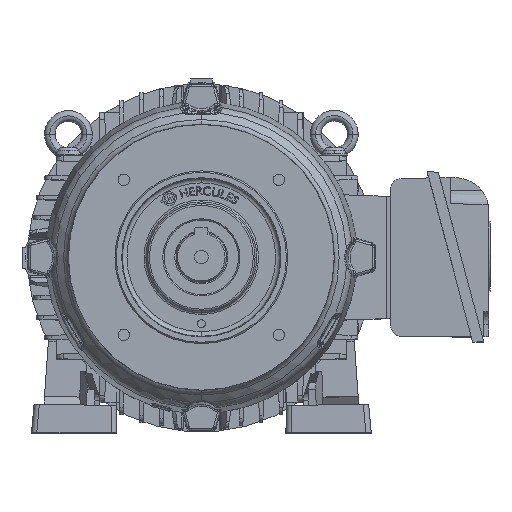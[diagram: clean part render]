
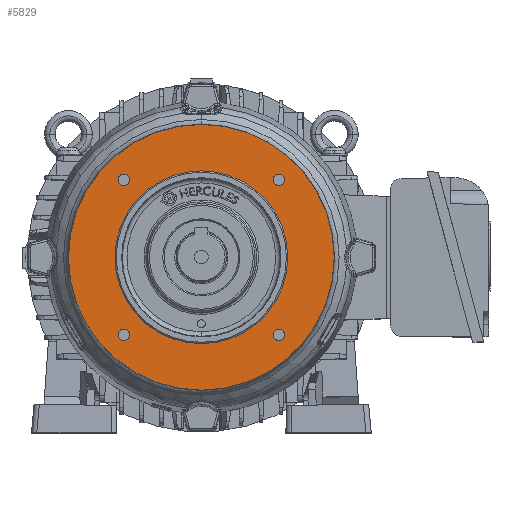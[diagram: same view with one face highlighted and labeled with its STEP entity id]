
A CAD part, top view. The second image highlights one B-rep face of the part: STEP entity #5829.
In plain terms, the highlighted planar face has unit normal (0, 0, 1).
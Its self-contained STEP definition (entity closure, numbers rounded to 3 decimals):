
#326 = CARTESIAN_POINT ( 'NONE',  ( 58.336, 58.336, 62.5 ) ) ;
#496 = VERTEX_POINT ( 'NONE', #51275 ) ;
#1104 = CARTESIAN_POINT ( 'NONE',  ( 58.336, -58.336, 62.5 ) ) ;
#2099 = CARTESIAN_POINT ( 'NONE',  ( 54.086, -58.336, 62.5 ) ) ;
#4040 = VERTEX_POINT ( 'NONE', #2099 ) ;
#4268 = ORIENTED_EDGE ( 'NONE', *, *, #72364, .F. ) ;
#5457 = ORIENTED_EDGE ( 'NONE', *, *, #60142, .F. ) ;
#5688 = DIRECTION ( 'NONE',  ( 1., 0., 0. ) ) ;
#5829 = ADVANCED_FACE ( 'NONE', ( #35169, #40174, #35568, #15239, #40583, #8561 ), #8972, .F. ) ;
#5952 = VERTEX_POINT ( 'NONE', #6005 ) ;
#6005 = CARTESIAN_POINT ( 'NONE',  ( 54.086, 58.336, 62.5 ) ) ;
#6777 = EDGE_LOOP ( 'NONE', ( #42472, #4268 ) ) ;
#8316 = CIRCLE ( 'NONE', #69360, 99.97 ) ;
#8561 = FACE_OUTER_BOUND ( 'NONE', #48381, .T. ) ;
#8972 = PLANE ( 'NONE',  #82147 ) ;
#10223 = DIRECTION ( 'NONE',  ( 1., 0., 0. ) ) ;
#12068 = DIRECTION ( 'NONE',  ( 1., 0., 0. ) ) ;
#12788 = VERTEX_POINT ( 'NONE', #61734 ) ;
#13913 = CIRCLE ( 'NONE', #59006, 4.25 ) ;
#14458 = DIRECTION ( 'NONE',  ( 0., 0., 1. ) ) ;
#15002 = ORIENTED_EDGE ( 'NONE', *, *, #65289, .F. ) ;
#15239 = FACE_BOUND ( 'NONE', #6777, .T. ) ;
#15504 = ORIENTED_EDGE ( 'NONE', *, *, #48583, .F. ) ;
#15614 = DIRECTION ( 'NONE',  ( -1., 0., 0. ) ) ;
#16884 = CARTESIAN_POINT ( 'NONE',  ( -58.336, -58.336, 62.5 ) ) ;
#17438 = CARTESIAN_POINT ( 'NONE',  ( -58.336, 58.336, 62.5 ) ) ;
#17665 = DIRECTION ( 'NONE',  ( -1., 0., 0. ) ) ;
#18136 = CIRCLE ( 'NONE', #75198, 4.25 ) ;
#18780 = AXIS2_PLACEMENT_3D ( 'NONE', #326, #14458, #39817 ) ;
#19034 = ORIENTED_EDGE ( 'NONE', *, *, #57687, .F. ) ;
#19109 = CARTESIAN_POINT ( 'NONE',  ( -58.336, -58.336, 62.5 ) ) ;
#19169 = AXIS2_PLACEMENT_3D ( 'NONE', #31189, #56523, #81835 ) ;
#19190 = EDGE_CURVE ( 'NONE', #35384, #33319, #56391, .T. ) ;
#19530 = CIRCLE ( 'NONE', #22228, 4.25 ) ;
#20042 = CARTESIAN_POINT ( 'NONE',  ( 62.586, -58.336, 62.5 ) ) ;
#21667 = CIRCLE ( 'NONE', #78717, 4.25 ) ;
#21859 = DIRECTION ( 'NONE',  ( -1., 0., 0. ) ) ;
#21865 = AXIS2_PLACEMENT_3D ( 'NONE', #42615, #35150, #15614 ) ;
#22159 = CIRCLE ( 'NONE', #75245, 4.25 ) ;
#22228 = AXIS2_PLACEMENT_3D ( 'NONE', #16884, #47642, #10223 ) ;
#23251 = EDGE_LOOP ( 'NONE', ( #19034, #15504 ) ) ;
#24290 = CARTESIAN_POINT ( 'NONE',  ( 0., 0., 62.5 ) ) ;
#25313 = ORIENTED_EDGE ( 'NONE', *, *, #73475, .F. ) ;
#25641 = DIRECTION ( 'NONE',  ( 0., 0., 1. ) ) ;
#27014 = VERTEX_POINT ( 'NONE', #20042 ) ;
#28360 = ORIENTED_EDGE ( 'NONE', *, *, #61846, .F. ) ;
#28615 = CARTESIAN_POINT ( 'NONE',  ( -65., 0., 62.5 ) ) ;
#31189 = CARTESIAN_POINT ( 'NONE',  ( 0., 0., 62.5 ) ) ;
#33319 = VERTEX_POINT ( 'NONE', #51958 ) ;
#33388 = CIRCLE ( 'NONE', #18780, 4.25 ) ;
#33697 = ORIENTED_EDGE ( 'NONE', *, *, #70759, .F. ) ;
#35150 = DIRECTION ( 'NONE',  ( 0., 0., -1. ) ) ;
#35169 = FACE_BOUND ( 'NONE', #82180, .T. ) ;
#35384 = VERTEX_POINT ( 'NONE', #58723 ) ;
#35568 = FACE_BOUND ( 'NONE', #59399, .T. ) ;
#36350 = CARTESIAN_POINT ( 'NONE',  ( 0., 0., 62.5 ) ) ;
#36459 = CIRCLE ( 'NONE', #19169, 65. ) ;
#37771 = DIRECTION ( 'NONE',  ( 1., 0., 0. ) ) ;
#38149 = DIRECTION ( 'NONE',  ( 0., 0., 1. ) ) ;
#39434 = CARTESIAN_POINT ( 'NONE',  ( -58.336, 58.336, 62.5 ) ) ;
#39817 = DIRECTION ( 'NONE',  ( 1., 0., 0. ) ) ;
#40174 = FACE_BOUND ( 'NONE', #45820, .T. ) ;
#40226 = ORIENTED_EDGE ( 'NONE', *, *, #72914, .F. ) ;
#40583 = FACE_BOUND ( 'NONE', #23251, .T. ) ;
#40647 = VERTEX_POINT ( 'NONE', #51734 ) ;
#42472 = ORIENTED_EDGE ( 'NONE', *, *, #69822, .F. ) ;
#42474 = CIRCLE ( 'NONE', #74295, 65. ) ;
#42615 = CARTESIAN_POINT ( 'NONE',  ( 0., 0., 62.5 ) ) ;
#43653 = DIRECTION ( 'NONE',  ( 0., 0., 1. ) ) ;
#45820 = EDGE_LOOP ( 'NONE', ( #61489, #33697 ) ) ;
#46071 = DIRECTION ( 'NONE',  ( 1., 0., 0. ) ) ;
#47642 = DIRECTION ( 'NONE',  ( 0., 0., 1. ) ) ;
#48381 = EDGE_LOOP ( 'NONE', ( #72759, #28360 ) ) ;
#48537 = VERTEX_POINT ( 'NONE', #61532 ) ;
#48583 = EDGE_CURVE ( 'NONE', #50818, #40647, #36459, .T. ) ;
#48803 = DIRECTION ( 'NONE',  ( 0., 0., 1. ) ) ;
#49664 = EDGE_CURVE ( 'NONE', #12788, #48537, #77826, .T. ) ;
#50818 = VERTEX_POINT ( 'NONE', #28615 ) ;
#51162 = CIRCLE ( 'NONE', #68427, 4.25 ) ;
#51275 = CARTESIAN_POINT ( 'NONE',  ( -62.586, -58.336, 62.5 ) ) ;
#51734 = CARTESIAN_POINT ( 'NONE',  ( 65., 0., 62.5 ) ) ;
#51829 = DIRECTION ( 'NONE',  ( 1., 0., 0. ) ) ;
#51958 = CARTESIAN_POINT ( 'NONE',  ( 0., 99.97, 62.5 ) ) ;
#53117 = CARTESIAN_POINT ( 'NONE',  ( 58.336, 58.336, 62.5 ) ) ;
#55874 = DIRECTION ( 'NONE',  ( 0., 0., -1. ) ) ;
#56078 = VERTEX_POINT ( 'NONE', #59906 ) ;
#56391 = CIRCLE ( 'NONE', #21865, 99.97 ) ;
#56523 = DIRECTION ( 'NONE',  ( 0., 0., 1. ) ) ;
#57220 = CARTESIAN_POINT ( 'NONE',  ( 58.336, -58.336, 62.5 ) ) ;
#57687 = EDGE_CURVE ( 'NONE', #40647, #50818, #42474, .T. ) ;
#57712 = DIRECTION ( 'NONE',  ( 0., 0., 1. ) ) ;
#58723 = CARTESIAN_POINT ( 'NONE',  ( 0., -99.97, 62.5 ) ) ;
#59006 = AXIS2_PLACEMENT_3D ( 'NONE', #1104, #38149, #51829 ) ;
#59399 = EDGE_LOOP ( 'NONE', ( #25313, #40226 ) ) ;
#59906 = CARTESIAN_POINT ( 'NONE',  ( -54.086, -58.336, 62.5 ) ) ;
#60142 = EDGE_CURVE ( 'NONE', #5952, #82062, #33388, .T. ) ;
#61489 = ORIENTED_EDGE ( 'NONE', *, *, #49664, .F. ) ;
#61532 = CARTESIAN_POINT ( 'NONE',  ( -62.586, 58.336, 62.5 ) ) ;
#61734 = CARTESIAN_POINT ( 'NONE',  ( -54.086, 58.336, 62.5 ) ) ;
#61846 = EDGE_CURVE ( 'NONE', #33319, #35384, #8316, .T. ) ;
#61862 = DIRECTION ( 'NONE',  ( 0., 0., 1. ) ) ;
#64554 = AXIS2_PLACEMENT_3D ( 'NONE', #39434, #57712, #46071 ) ;
#65289 = EDGE_CURVE ( 'NONE', #82062, #5952, #21667, .T. ) ;
#65901 = CARTESIAN_POINT ( 'NONE',  ( 0., 0., 62.5 ) ) ;
#68427 = AXIS2_PLACEMENT_3D ( 'NONE', #17438, #61862, #37771 ) ;
#69360 = AXIS2_PLACEMENT_3D ( 'NONE', #24290, #55874, #17665 ) ;
#69822 = EDGE_CURVE ( 'NONE', #27014, #4040, #13913, .T. ) ;
#70759 = EDGE_CURVE ( 'NONE', #48537, #12788, #51162, .T. ) ;
#72217 = DIRECTION ( 'NONE',  ( 0., 0., 1. ) ) ;
#72364 = EDGE_CURVE ( 'NONE', #4040, #27014, #18136, .T. ) ;
#72612 = DIRECTION ( 'NONE',  ( 1., 0., 0. ) ) ;
#72759 = ORIENTED_EDGE ( 'NONE', *, *, #19190, .F. ) ;
#72914 = EDGE_CURVE ( 'NONE', #496, #56078, #22159, .T. ) ;
#73309 = DIRECTION ( 'NONE',  ( 1., 0., 0. ) ) ;
#73475 = EDGE_CURVE ( 'NONE', #56078, #496, #19530, .T. ) ;
#74295 = AXIS2_PLACEMENT_3D ( 'NONE', #36350, #48803, #73309 ) ;
#75198 = AXIS2_PLACEMENT_3D ( 'NONE', #57220, #25641, #5688 ) ;
#75245 = AXIS2_PLACEMENT_3D ( 'NONE', #19109, #43653, #12068 ) ;
#77826 = CIRCLE ( 'NONE', #64554, 4.25 ) ;
#78717 = AXIS2_PLACEMENT_3D ( 'NONE', #53117, #72217, #72612 ) ;
#78771 = DIRECTION ( 'NONE',  ( 0., 0., -1. ) ) ;
#81653 = CARTESIAN_POINT ( 'NONE',  ( 62.586, 58.336, 62.5 ) ) ;
#81835 = DIRECTION ( 'NONE',  ( 1., 0., 0. ) ) ;
#82062 = VERTEX_POINT ( 'NONE', #81653 ) ;
#82147 = AXIS2_PLACEMENT_3D ( 'NONE', #65901, #78771, #21859 ) ;
#82180 = EDGE_LOOP ( 'NONE', ( #15002, #5457 ) ) ;
